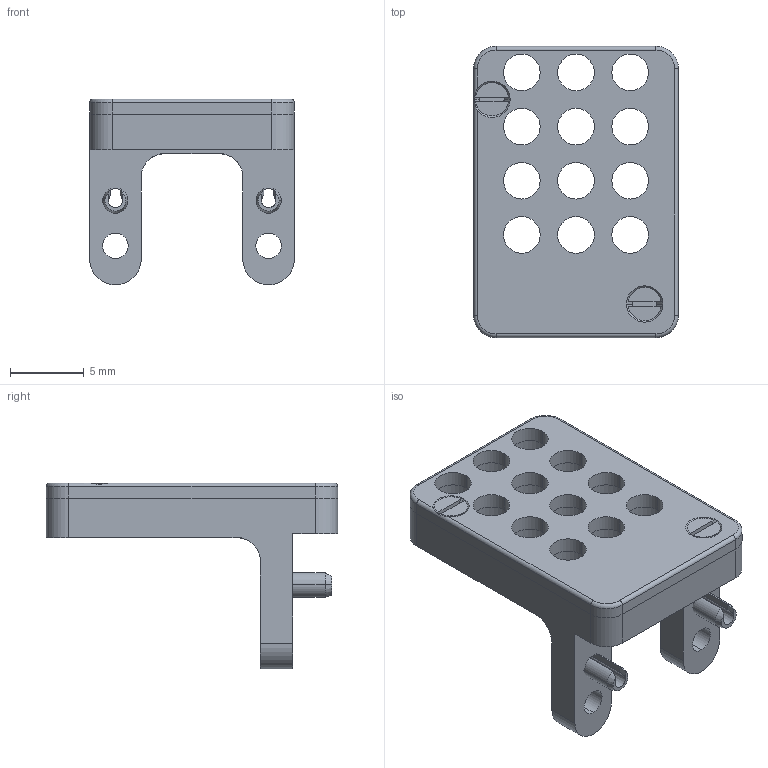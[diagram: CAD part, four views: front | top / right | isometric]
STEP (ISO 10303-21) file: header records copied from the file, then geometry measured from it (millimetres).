
FILE_DESCRIPTION (( 'STEP AP214' ), '1' );
FILE_NAME ('FMCN49832_3D.step', '2023-09-20T09:15:42', ( '' ), ( '' ), 'SwSTEP 2.0', 'SolidWorks 2022', '' );
FILE_SCHEMA (( 'AUTOMOTIVE_DESIGN' ));
Length unit declared in the file: foot
Products named in the file (6): C.stp; FMCN49832_3D; 004-VTD12C-CR-2.stp; SMPS VITA 67.3 12 Port Plug-In Module C(004-VTD12C-CR).stp; 004-VTD12C-CR-1.stp; 004-VTD12C-CR.stp
Assembly tree (7 placements, depth 3):
  FMCN49832_3D
    SMPS VITA 67.3 12 Port Plug-In Module C(004-VTD12C-CR).stp
      004-VTD12C-CR-1.stp
      004-VTD12C-CR-2.stp  x2
      C.stp  x2
      004-VTD12C-CR.stp
Bounding box: 13.92 x 19.81 x 12.64 mm (x, y, z)
Volume: 856.9 mm3; surface area: 1810.4 mm2
Topology: 6 solids, 6 shells, 302 faces, 769 edges, 488 vertices
Faces by surface type: cylinder 170, plane 62, cone 58, bspline 8, torus 4
Entity records: 9061 total; most frequent: CARTESIAN_POINT 2912, DIRECTION 1264, ORIENTED_EDGE 1210, EDGE_CURVE 605, AXIS2_PLACEMENT_3D 514, VERTEX_POINT 384, EDGE_LOOP 311, CIRCLE 270
